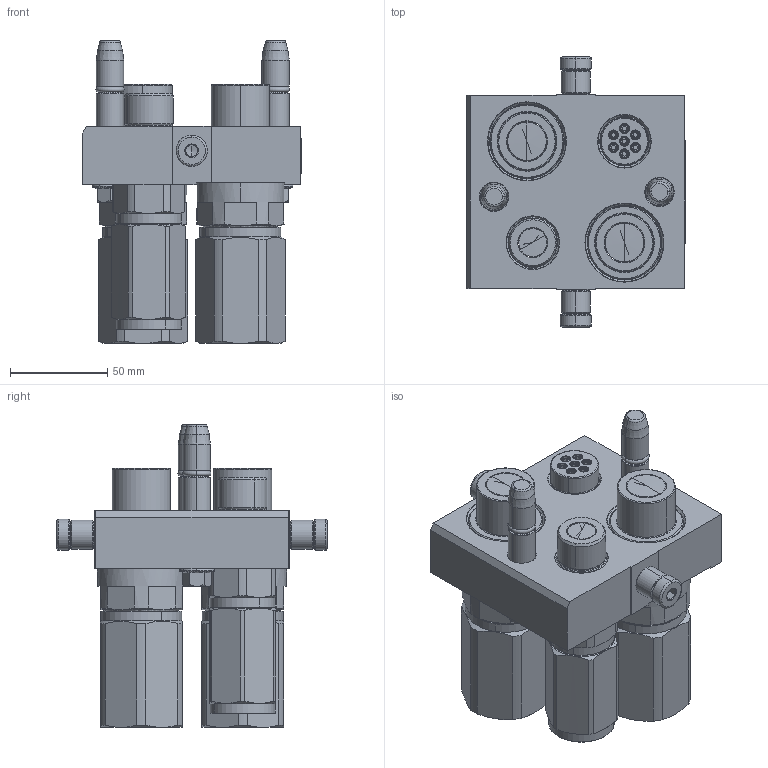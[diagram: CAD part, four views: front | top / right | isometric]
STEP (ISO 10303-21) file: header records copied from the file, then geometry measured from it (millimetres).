
FILE_DESCRIPTION (( 'STEP AP214' ), '1' );
FILE_NAME ('FASTER.step', '2021-01-26T11:02:08', ( '' ), ( '' ), 'SwSTEP 2.0', 'SolidWorks 2017', '' );
FILE_SCHEMA (( 'AUTOMOTIVE_DESIGN' ));
Length unit declared in the file: millimetre
Products named in the file (16): conn_7p_m; 1540_080_0008_000; 3ffnp34_gas_m; 4830_044_0000_000; 3ffnp12_gas_m; 4830_010_0000_032; corspel08-7_m; 4830_028_1000_011; 4830_021_0000_000; FASTER; P510_M_BASE; 4830_013_3000_030; or2_62x9_19_m; et002
Assembly tree (23 placements, depth 3):
  FASTER
    P510_M_BASE
      4830_010_0000_032
      4830_013_3000_030  x2
      4830_028_1000_011  x2
      4830_021_0000_000  x2
      1540_080_0008_000  x2
      or2_62x9_19_m  x2
    3ffnp34_gas_m  x2
      3ffnp34_gas_m
    3ffnp12_gas_m
      3ffnp12_gas_m
    conn_7p_m
      4830_044_0000_000  x3
      corspel08-7_m
    et002
Bounding box: 112.3 x 138.6 x 155.35 mm (x, y, z)
Volume: 2873.9 mm3; surface area: 145547.9 mm2
Topology: 5 solids, 63 shells, 2099 faces, 6170 edges, 4096 vertices
Faces by surface type: plane 1160, cylinder 405, cone 326, torus 130, bspline 72, sphere 6
Entity records: 68755 total; most frequent: CARTESIAN_POINT 18140, ORIENTED_EDGE 8946, DIRECTION 8460, EDGE_CURVE 4859, VERTEX_POINT 3228, VECTOR 3104, LINE 3104, AXIS2_PLACEMENT_3D 2678
